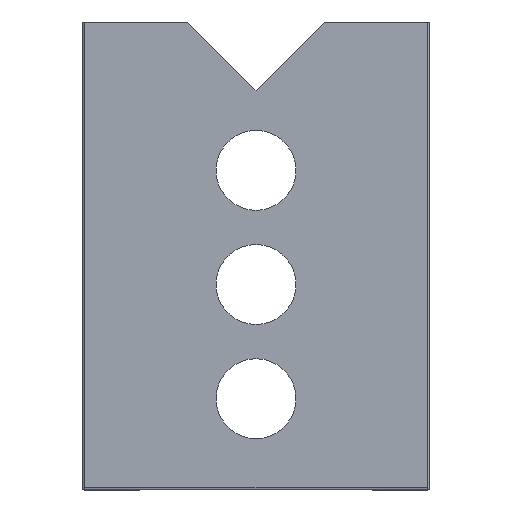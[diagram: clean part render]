
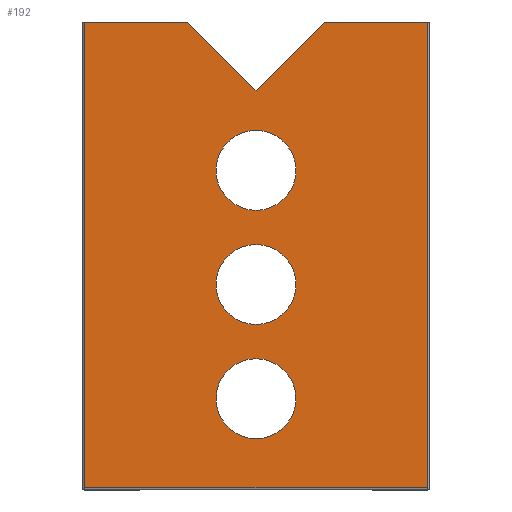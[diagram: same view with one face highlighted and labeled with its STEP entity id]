
A CAD part, top view. The second image highlights one B-rep face of the part: STEP entity #192.
In plain terms, the highlighted planar face has unit normal (0, 0, 1).
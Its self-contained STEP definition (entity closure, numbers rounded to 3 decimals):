
#192=ADVANCED_FACE('',(#382,#383,#384,#385),#386,.T.);
#382=FACE_OUTER_BOUND('',#567,.T.);
#383=FACE_BOUND('',#568,.T.);
#384=FACE_BOUND('',#569,.T.);
#385=FACE_BOUND('',#570,.T.);
#386=PLANE('',#571);
#567=EDGE_LOOP('',(#1087,#1088,#1089,#1090,#1091,#1092,#1093));
#568=EDGE_LOOP('',(#1094,#1095));
#569=EDGE_LOOP('',(#1096,#1097));
#570=EDGE_LOOP('',(#1098,#1099));
#571=AXIS2_PLACEMENT_3D('',#1100,#1101,#1102);
#1087=ORIENTED_EDGE('',*,*,#1310,.T.);
#1088=ORIENTED_EDGE('',*,*,#1307,.T.);
#1089=ORIENTED_EDGE('',*,*,#1303,.F.);
#1090=ORIENTED_EDGE('',*,*,#1300,.T.);
#1091=ORIENTED_EDGE('',*,*,#1298,.T.);
#1092=ORIENTED_EDGE('',*,*,#1294,.T.);
#1093=ORIENTED_EDGE('',*,*,#1291,.T.);
#1094=ORIENTED_EDGE('',*,*,#1114,.T.);
#1095=ORIENTED_EDGE('',*,*,#1320,.T.);
#1096=ORIENTED_EDGE('',*,*,#1119,.T.);
#1097=ORIENTED_EDGE('',*,*,#1316,.T.);
#1098=ORIENTED_EDGE('',*,*,#1124,.T.);
#1099=ORIENTED_EDGE('',*,*,#1313,.T.);
#1100=CARTESIAN_POINT('',(152.,0.75,12.0));
#1101=DIRECTION('',(0.0,0.0,1.0));
#1102=DIRECTION('',(1.0,-0.0,0.0));
#1114=EDGE_CURVE('',#1327,#1324,#1328,.T.);
#1119=EDGE_CURVE('',#1336,#1333,#1337,.T.);
#1124=EDGE_CURVE('',#1345,#1342,#1346,.T.);
#1291=EDGE_CURVE('',#1595,#1593,#1596,.T.);
#1294=EDGE_CURVE('',#1599,#1595,#1600,.T.);
#1298=EDGE_CURVE('',#1524,#1599,#1604,.T.);
#1300=EDGE_CURVE('',#1533,#1524,#1606,.T.);
#1303=EDGE_CURVE('',#1533,#1608,#1610,.T.);
#1307=EDGE_CURVE('',#1612,#1608,#1616,.T.);
#1310=EDGE_CURVE('',#1593,#1612,#1619,.T.);
#1313=EDGE_CURVE('',#1342,#1345,#1622,.T.);
#1316=EDGE_CURVE('',#1333,#1336,#1625,.T.);
#1320=EDGE_CURVE('',#1324,#1327,#1629,.T.);
#1324=VERTEX_POINT('',#1633);
#1327=VERTEX_POINT('',#1637);
#1328=CIRCLE('',#1638,35.0);
#1333=VERTEX_POINT('',#1644);
#1336=VERTEX_POINT('',#1648);
#1337=CIRCLE('',#1649,35.0);
#1342=VERTEX_POINT('',#1655);
#1345=VERTEX_POINT('',#1659);
#1346=CIRCLE('',#1660,35.0);
#1524=VERTEX_POINT('',#1912);
#1533=VERTEX_POINT('',#1923);
#1593=VERTEX_POINT('',#2004);
#1595=VERTEX_POINT('',#2007);
#1596=LINE('',#2008,#2009);
#1599=VERTEX_POINT('',#2013);
#1600=LINE('',#2014,#2015);
#1604=LINE('',#2020,#2021);
#1606=LINE('',#2023,#2024);
#1608=VERTEX_POINT('',#2026);
#1610=LINE('',#2028,#2029);
#1612=VERTEX_POINT('',#2031);
#1616=LINE('',#2037,#2038);
#1619=LINE('',#2042,#2043);
#1622=CIRCLE('',#2046,35.0);
#1625=CIRCLE('',#2049,35.0);
#1629=CIRCLE('',#2053,35.0);
#1633=CARTESIAN_POINT('',(187.0,280.0,12.0));
#1637=CARTESIAN_POINT('',(117.0,280.0,12.0));
#1638=AXIS2_PLACEMENT_3D('',#2057,#2058,#2059);
#1644=CARTESIAN_POINT('',(187.0,180.0,12.0));
#1648=CARTESIAN_POINT('',(117.0,180.0,12.0));
#1649=AXIS2_PLACEMENT_3D('',#2065,#2066,#2067);
#1655=CARTESIAN_POINT('',(187.0,80.0,12.0));
#1659=CARTESIAN_POINT('',(117.0,80.0,12.0));
#1660=AXIS2_PLACEMENT_3D('',#2073,#2074,#2075);
#1912=CARTESIAN_POINT('',(302.25,1.75,12.));
#1923=CARTESIAN_POINT('',(1.75,1.75,12.0));
#2004=CARTESIAN_POINT('',(152.0,350.0,12.0));
#2007=CARTESIAN_POINT('',(212.,410.0,12.0));
#2008=CARTESIAN_POINT('',(79.714,277.714,12.0));
#2009=VECTOR('',#2249,1.0);
#2013=CARTESIAN_POINT('',(302.25,410.0,12.));
#2014=CARTESIAN_POINT('',(302.25,410.0,12.0));
#2015=VECTOR('',#2251,1.0);
#2020=CARTESIAN_POINT('',(302.25,0.75,12.));
#2021=VECTOR('',#2256,1.0);
#2023=CARTESIAN_POINT('',(152.,1.75,12.0));
#2024=VECTOR('',#2257,1.0);
#2026=CARTESIAN_POINT('',(1.75,410.0,12.0));
#2028=CARTESIAN_POINT('',(1.75,0.75,12.0));
#2029=VECTOR('',#2261,1.0);
#2031=CARTESIAN_POINT('',(92.,410.0,12.0));
#2037=CARTESIAN_POINT('',(302.25,410.0,12.0));
#2038=VECTOR('',#2264,1.0);
#2042=CARTESIAN_POINT('',(224.286,277.714,12.0));
#2043=VECTOR('',#2266,1.0);
#2046=AXIS2_PLACEMENT_3D('',#2270,#2271,#2272);
#2049=AXIS2_PLACEMENT_3D('',#2276,#2277,#2278);
#2053=AXIS2_PLACEMENT_3D('',#2282,#2283,#2284);
#2057=CARTESIAN_POINT('',(152.0,280.0,12.0));
#2058=DIRECTION('',(0.0,0.0,-1.0));
#2059=DIRECTION('',(1.0,0.0,0.0));
#2065=CARTESIAN_POINT('',(152.0,180.0,12.0));
#2066=DIRECTION('',(0.0,0.0,-1.0));
#2067=DIRECTION('',(1.0,0.0,0.0));
#2073=CARTESIAN_POINT('',(152.0,80.0,12.0));
#2074=DIRECTION('',(0.0,0.0,-1.0));
#2075=DIRECTION('',(1.0,0.0,0.0));
#2249=DIRECTION('',(-0.707,-0.707,0.0));
#2251=DIRECTION('',(-1.0,0.0,0.0));
#2256=DIRECTION('',(0.0,1.0,0.0));
#2257=DIRECTION('',(1.0,0.0,0.0));
#2261=DIRECTION('',(0.0,1.0,0.0));
#2264=DIRECTION('',(-1.0,0.0,0.0));
#2266=DIRECTION('',(-0.707,0.707,0.0));
#2270=CARTESIAN_POINT('',(152.0,80.0,12.0));
#2271=DIRECTION('',(0.0,0.0,-1.0));
#2272=DIRECTION('',(1.0,0.0,0.0));
#2276=CARTESIAN_POINT('',(152.0,180.0,12.0));
#2277=DIRECTION('',(0.0,0.0,-1.0));
#2278=DIRECTION('',(1.0,0.0,0.0));
#2282=CARTESIAN_POINT('',(152.0,280.0,12.0));
#2283=DIRECTION('',(0.0,0.0,-1.0));
#2284=DIRECTION('',(1.0,0.0,0.0));
